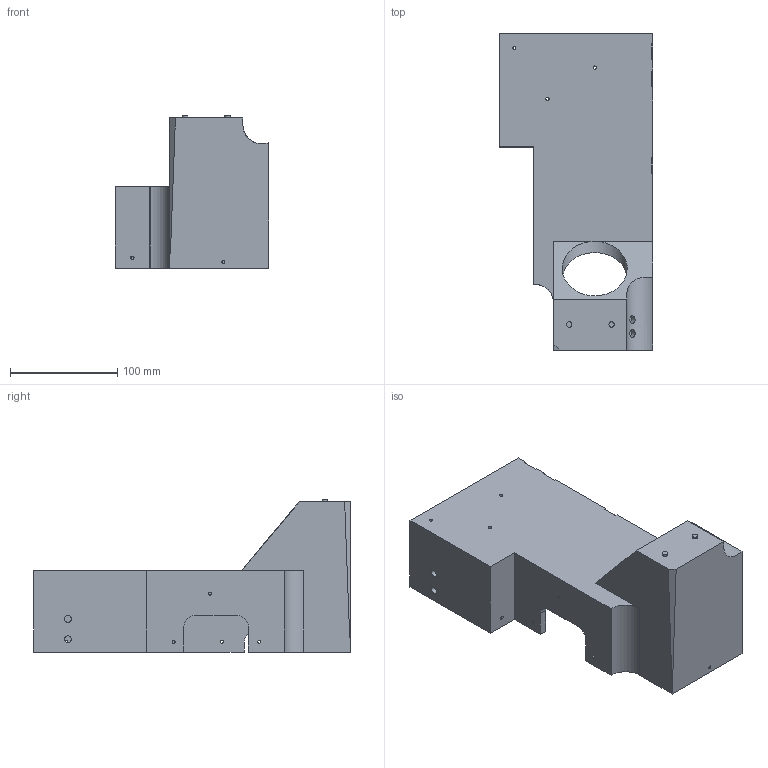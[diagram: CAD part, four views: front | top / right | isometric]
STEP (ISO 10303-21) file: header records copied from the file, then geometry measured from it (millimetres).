
FILE_DESCRIPTION(/* description */ (''),/* implementation_level */ '2;1');
FILE_NAME(/* name */ 'Booser_box_full.step',/* time_stamp */ '2020-11-30T22:27:25+01:00',/* author */ (''),/* organization */ (''),/* preprocessor_version */ 'ST-DEVELOPER v18.1',/* originating_system */ 'Autodesk Translation Framework v9.3.0.1241',/* authorisation */ '');
FILE_SCHEMA (('AUTOMOTIVE_DESIGN { 1 0 10303 214 3 1 1 }'));
Length unit declared in the file: millimetre
Products named in the file (1): Booser_box_full
Bounding box: 142.9 x 295.3 x 142.2 mm (x, y, z)
Volume: 733041.6 mm3; surface area: 208179.6 mm2
Topology: 1 solids, 1 shells, 86 faces, 245 edges, 163 vertices
Faces by surface type: plane 54, cylinder 32
Full cylindrical faces by diameter (mm): 2.8 x11, 3 x4, 5 x2, 6.4 x2, 7.2 x2, 60.7 x1
Entity records: 2981 total; most frequent: CARTESIAN_POINT 563, ORIENTED_EDGE 490, DIRECTION 483, EDGE_CURVE 245, LINE 173, VECTOR 173, VERTEX_POINT 163, AXIS2_PLACEMENT_3D 155
